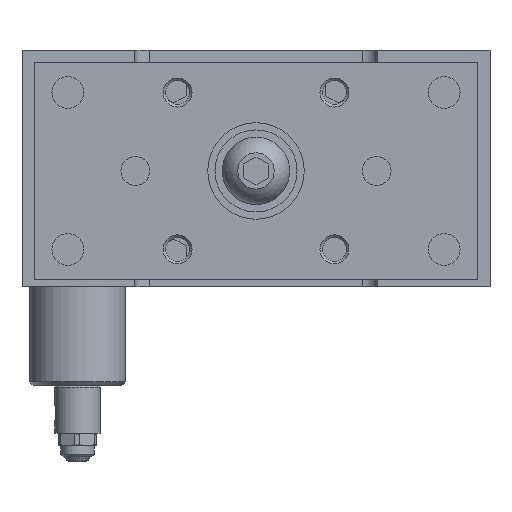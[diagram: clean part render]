
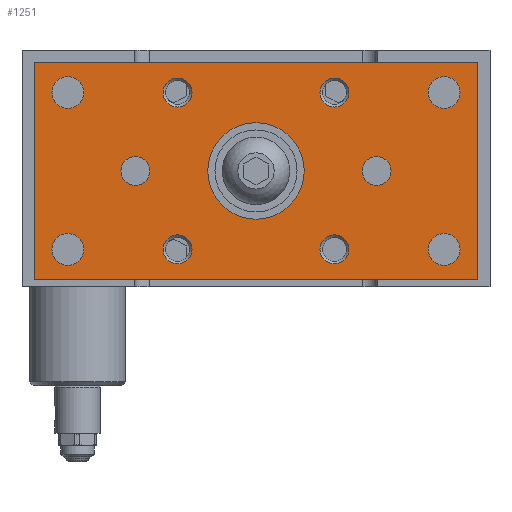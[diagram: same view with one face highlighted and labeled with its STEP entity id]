
A CAD part, left-side view. The second image highlights one B-rep face of the part: STEP entity #1251.
In plain terms, the highlighted planar face has unit normal (-1, 0, 0).
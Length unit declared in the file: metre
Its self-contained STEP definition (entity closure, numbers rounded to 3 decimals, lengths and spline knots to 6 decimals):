
#1251 = ADVANCED_FACE( '', ( #2798, #2799, #2800, #2801, #2802, #2803, #2804, #2805, #2806, #2807, #2808, #2809 ), #2810, .T. );
#2798 = FACE_OUTER_BOUND( '', #4437, .T. );
#2799 = FACE_BOUND( '', #4438, .T. );
#2800 = FACE_BOUND( '', #4439, .T. );
#2801 = FACE_BOUND( '', #4440, .T. );
#2802 = FACE_BOUND( '', #4441, .T. );
#2803 = FACE_BOUND( '', #4442, .T. );
#2804 = FACE_BOUND( '', #4443, .T. );
#2805 = FACE_BOUND( '', #4444, .T. );
#2806 = FACE_BOUND( '', #4445, .T. );
#2807 = FACE_BOUND( '', #4446, .T. );
#2808 = FACE_BOUND( '', #4447, .T. );
#2809 = FACE_BOUND( '', #4448, .T. );
#2810 = PLANE( '', #4449 );
#4437 = EDGE_LOOP( '', ( #7557, #7558, #7559, #7560 ) );
#4438 = EDGE_LOOP( '', ( #7561 ) );
#4439 = EDGE_LOOP( '', ( #7562 ) );
#4440 = EDGE_LOOP( '', ( #7563 ) );
#4441 = EDGE_LOOP( '', ( #7564 ) );
#4442 = EDGE_LOOP( '', ( #7565 ) );
#4443 = EDGE_LOOP( '', ( #7566 ) );
#4444 = EDGE_LOOP( '', ( #7567 ) );
#4445 = EDGE_LOOP( '', ( #7568 ) );
#4446 = EDGE_LOOP( '', ( #7569 ) );
#4447 = EDGE_LOOP( '', ( #7570 ) );
#4448 = EDGE_LOOP( '', ( #7571 ) );
#4449 = AXIS2_PLACEMENT_3D( '', #7572, #7573, #7574 );
#7557 = ORIENTED_EDGE( '', *, *, #8848, .T. );
#7558 = ORIENTED_EDGE( '', *, *, #9043, .T. );
#7559 = ORIENTED_EDGE( '', *, *, #8069, .T. );
#7560 = ORIENTED_EDGE( '', *, *, #8735, .T. );
#7561 = ORIENTED_EDGE( '', *, *, #8517, .T. );
#7562 = ORIENTED_EDGE( '', *, *, #8616, .F. );
#7563 = ORIENTED_EDGE( '', *, *, #9074, .F. );
#7564 = ORIENTED_EDGE( '', *, *, #8731, .T. );
#7565 = ORIENTED_EDGE( '', *, *, #8222, .T. );
#7566 = ORIENTED_EDGE( '', *, *, #8796, .F. );
#7567 = ORIENTED_EDGE( '', *, *, #8148, .T. );
#7568 = ORIENTED_EDGE( '', *, *, #8273, .F. );
#7569 = ORIENTED_EDGE( '', *, *, #9075, .F. );
#7570 = ORIENTED_EDGE( '', *, *, #8981, .T. );
#7571 = ORIENTED_EDGE( '', *, *, #7972, .T. );
#7572 = CARTESIAN_POINT( '', ( -0.019, -0.046, -0.0025 ) );
#7573 = DIRECTION( '', ( -1., 0., 0. ) );
#7574 = DIRECTION( '', ( 0., 0., 1. ) );
#7972 = EDGE_CURVE( '', #9227, #9227, #9228, .T. );
#8069 = EDGE_CURVE( '', #9398, #9396, #9399, .T. );
#8148 = EDGE_CURVE( '', #9531, #9531, #9532, .T. );
#8222 = EDGE_CURVE( '', #9652, #9652, #9653, .T. );
#8273 = EDGE_CURVE( '', #9731, #9731, #9732, .T. );
#8517 = EDGE_CURVE( '', #10104, #10104, #10105, .T. );
#8616 = EDGE_CURVE( '', #10248, #10248, #10249, .T. );
#8731 = EDGE_CURVE( '', #10416, #10416, #10417, .T. );
#8735 = EDGE_CURVE( '', #9396, #10421, #10423, .T. );
#8796 = EDGE_CURVE( '', #10510, #10510, #10511, .T. );
#8848 = EDGE_CURVE( '', #10421, #10579, #10581, .T. );
#8981 = EDGE_CURVE( '', #10746, #10746, #10747, .T. );
#9043 = EDGE_CURVE( '', #10579, #9398, #10821, .T. );
#9074 = EDGE_CURVE( '', #10851, #10851, #10852, .T. );
#9075 = EDGE_CURVE( '', #10853, #10853, #10854, .T. );
#9227 = VERTEX_POINT( '', #11040 );
#9228 = CIRCLE( '', #11041, 0.01 );
#9396 = VERTEX_POINT( '', #11338 );
#9398 = VERTEX_POINT( '', #11341 );
#9399 = LINE( '', #11342, #11343 );
#9531 = VERTEX_POINT( '', #11513 );
#9532 = CIRCLE( '', #11514, 0.003 );
#9652 = VERTEX_POINT( '', #11714 );
#9653 = CIRCLE( '', #11715, 0.003 );
#9731 = VERTEX_POINT( '', #11811 );
#9732 = CIRCLE( '', #11812, 0.003 );
#10104 = VERTEX_POINT( '', #12367 );
#10105 = CIRCLE( '', #12368, 0.0033 );
#10248 = VERTEX_POINT( '', #12739 );
#10249 = CIRCLE( '', #12740, 0.0033 );
#10416 = VERTEX_POINT( '', #13003 );
#10417 = CIRCLE( '', #13004, 0.0033 );
#10421 = VERTEX_POINT( '', #13009 );
#10423 = LINE( '', #13012, #13013 );
#10510 = VERTEX_POINT( '', #13128 );
#10511 = CIRCLE( '', #13129, 0.003 );
#10579 = VERTEX_POINT( '', #13243 );
#10581 = LINE( '', #13246, #13247 );
#10746 = VERTEX_POINT( '', #13484 );
#10747 = CIRCLE( '', #13485, 0.003 );
#10821 = LINE( '', #13571, #13572 );
#10851 = VERTEX_POINT( '', #13602 );
#10852 = CIRCLE( '', #13603, 0.0033 );
#10853 = VERTEX_POINT( '', #13604 );
#10854 = CIRCLE( '', #13605, 0.003 );
#11040 = CARTESIAN_POINT( '', ( -0.019, 0.01, -0.025 ) );
#11041 = AXIS2_PLACEMENT_3D( '', #13739, #13740, #13741 );
#11338 = CARTESIAN_POINT( '', ( -0.019, 0.046, -0.0475 ) );
#11341 = CARTESIAN_POINT( '', ( -0.019, 0.046, -0.0025 ) );
#11342 = CARTESIAN_POINT( '', ( -0.019, 0.046, -0.0025 ) );
#11343 = VECTOR( '', #13870, 1. );
#11513 = CARTESIAN_POINT( '', ( -0.019, 0.01925, -0.00875 ) );
#11514 = AXIS2_PLACEMENT_3D( '', #13986, #13987, #13988 );
#11714 = CARTESIAN_POINT( '', ( -0.019, 0.028, -0.025 ) );
#11715 = AXIS2_PLACEMENT_3D( '', #14099, #14100, #14101 );
#11811 = CARTESIAN_POINT( '', ( -0.019, -0.01925, -0.00875 ) );
#11812 = AXIS2_PLACEMENT_3D( '', #14165, #14166, #14167 );
#12367 = CARTESIAN_POINT( '', ( -0.019, 0.0357, -0.00875 ) );
#12368 = AXIS2_PLACEMENT_3D( '', #14488, #14489, #14490 );
#12739 = CARTESIAN_POINT( '', ( -0.019, -0.0357, -0.00875 ) );
#12740 = AXIS2_PLACEMENT_3D( '', #14591, #14592, #14593 );
#13003 = CARTESIAN_POINT( '', ( -0.019, -0.0357, -0.04125 ) );
#13004 = AXIS2_PLACEMENT_3D( '', #14726, #14727, #14728 );
#13009 = CARTESIAN_POINT( '', ( -0.019, -0.046, -0.0475 ) );
#13012 = CARTESIAN_POINT( '', ( -0.019, 0.046, -0.0475 ) );
#13013 = VECTOR( '', #14731, 1. );
#13128 = CARTESIAN_POINT( '', ( -0.019, -0.028, -0.025 ) );
#13129 = AXIS2_PLACEMENT_3D( '', #14802, #14803, #14804 );
#13243 = CARTESIAN_POINT( '', ( -0.019, -0.046, -0.0025 ) );
#13246 = CARTESIAN_POINT( '', ( -0.019, -0.046, -0.0475 ) );
#13247 = VECTOR( '', #14855, 1. );
#13484 = CARTESIAN_POINT( '', ( -0.019, -0.01925, -0.04125 ) );
#13485 = AXIS2_PLACEMENT_3D( '', #14993, #14994, #14995 );
#13571 = CARTESIAN_POINT( '', ( -0.019, -0.046, -0.0025 ) );
#13572 = VECTOR( '', #15041, 1. );
#13602 = CARTESIAN_POINT( '', ( -0.019, 0.0357, -0.04125 ) );
#13603 = AXIS2_PLACEMENT_3D( '', #15051, #15052, #15053 );
#13604 = CARTESIAN_POINT( '', ( -0.019, 0.01925, -0.04125 ) );
#13605 = AXIS2_PLACEMENT_3D( '', #15054, #15055, #15056 );
#13739 = CARTESIAN_POINT( '', ( -0.019, 0., -0.025 ) );
#13740 = DIRECTION( '', ( 1., 0., 0. ) );
#13741 = DIRECTION( '', ( 0., 1., 0. ) );
#13870 = DIRECTION( '', ( 0., 0., -1. ) );
#13986 = CARTESIAN_POINT( '', ( -0.019, 0.01625, -0.00875 ) );
#13987 = DIRECTION( '', ( 1., 0., 0. ) );
#13988 = DIRECTION( '', ( 0., 1., 0. ) );
#14099 = CARTESIAN_POINT( '', ( -0.019, 0.025, -0.025 ) );
#14100 = DIRECTION( '', ( 1., 0., 0. ) );
#14101 = DIRECTION( '', ( 0., 1., 0. ) );
#14165 = CARTESIAN_POINT( '', ( -0.019, -0.01625, -0.00875 ) );
#14166 = DIRECTION( '', ( -1., 0., 0. ) );
#14167 = DIRECTION( '', ( 0., -1., 0. ) );
#14488 = CARTESIAN_POINT( '', ( -0.019, 0.039, -0.00875 ) );
#14489 = DIRECTION( '', ( 1., 0., 0. ) );
#14490 = DIRECTION( '', ( 0., -1., 0. ) );
#14591 = CARTESIAN_POINT( '', ( -0.019, -0.039, -0.00875 ) );
#14592 = DIRECTION( '', ( -1., 0., 0. ) );
#14593 = DIRECTION( '', ( 0., 1., 0. ) );
#14726 = CARTESIAN_POINT( '', ( -0.019, -0.039, -0.04125 ) );
#14727 = DIRECTION( '', ( 1., 0., 0. ) );
#14728 = DIRECTION( '', ( 0., 1., 0. ) );
#14731 = DIRECTION( '', ( 0., -1., 0. ) );
#14802 = CARTESIAN_POINT( '', ( -0.019, -0.025, -0.025 ) );
#14803 = DIRECTION( '', ( -1., 0., 0. ) );
#14804 = DIRECTION( '', ( 0., -1., 0. ) );
#14855 = DIRECTION( '', ( 0., 0., 1. ) );
#14993 = CARTESIAN_POINT( '', ( -0.019, -0.01625, -0.04125 ) );
#14994 = DIRECTION( '', ( 1., 0., 0. ) );
#14995 = DIRECTION( '', ( 0., -1., 0. ) );
#15041 = DIRECTION( '', ( 0., 1., 0. ) );
#15051 = CARTESIAN_POINT( '', ( -0.019, 0.039, -0.04125 ) );
#15052 = DIRECTION( '', ( -1., 0., 0. ) );
#15053 = DIRECTION( '', ( 0., -1., 0. ) );
#15054 = CARTESIAN_POINT( '', ( -0.019, 0.01625, -0.04125 ) );
#15055 = DIRECTION( '', ( -1., 0., 0. ) );
#15056 = DIRECTION( '', ( 0., 1., 0. ) );
